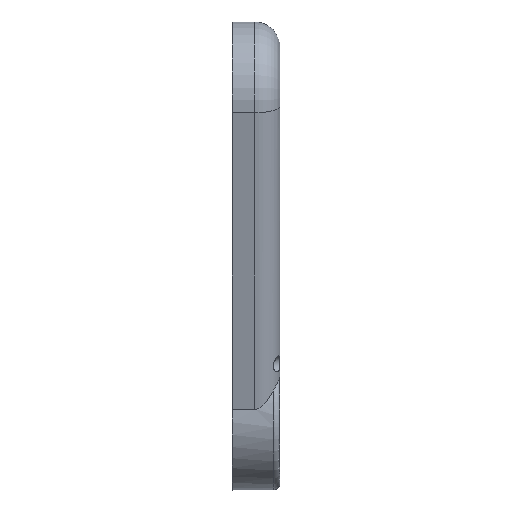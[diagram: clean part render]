
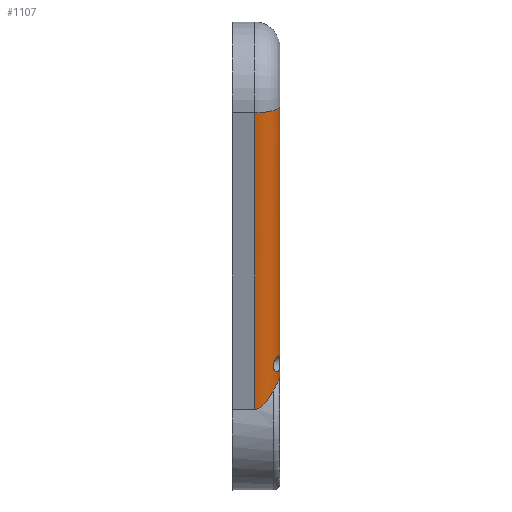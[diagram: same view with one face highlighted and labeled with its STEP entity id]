
A CAD part, left-side view. The second image highlights one B-rep face of the part: STEP entity #1107.
In plain terms, the highlighted cylindrical face has radius 6.35 mm (diameter 12.7 mm), a partial arc.
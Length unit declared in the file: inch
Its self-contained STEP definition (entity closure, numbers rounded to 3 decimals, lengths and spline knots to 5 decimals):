
#83=B_SPLINE_CURVE_WITH_KNOTS('',3,(#1795,#1796,#1797,#1798,#1799,#1800,
#1801,#1802,#1803,#1804),.UNSPECIFIED.,.F.,.F.,(4,2,2,2,4),(1.62942,
1.72722,1.79268,1.85705,1.85754),
 .UNSPECIFIED.);
#87=B_SPLINE_CURVE_WITH_KNOTS('',3,(#1852,#1853,#1854,#1855,#1856,#1857,
#1858,#1859,#1860,#1861,#1862,#1863),.UNSPECIFIED.,.F.,.F.,(4,2,2,2,2,4),
(1.64276,1.78914,2.07525,2.21831,2.28984,
2.36136),.UNSPECIFIED.);
#88=B_SPLINE_CURVE_WITH_KNOTS('',3,(#1866,#1867,#1868,#1869),
 .UNSPECIFIED.,.F.,.F.,(4,4),(0.,0.05178),.UNSPECIFIED.);
#89=B_SPLINE_CURVE_WITH_KNOTS('',3,(#1870,#1871,#1872,#1873,#1874,#1875,
#1876,#1877,#1878,#1879,#1880,#1881,#1882,#1883,#1884,#1885,#1886,#1887,
#1888,#1889,#1890,#1891,#1892,#1893,#1894,#1895,#1896,#1897,#1898,#1899,
#1900,#1901,#1902,#1903),.UNSPECIFIED.,.F.,.F.,(4,2,2,2,2,2,2,2,2,2,2,2,
2,2,2,2,4),(0.05178,0.07702,0.15404,0.24128,
0.32852,0.40658,0.48464,0.5599,
0.63516,0.71062,0.78608,0.86394,
0.9418,1.02904,1.11628,1.19329,1.27031),
 .UNSPECIFIED.);
#105=FACE_BOUND('',#231,.T.);
#165=FACE_OUTER_BOUND('',#230,.T.);
#230=EDGE_LOOP('',(#884,#885,#886,#887,#888));
#231=EDGE_LOOP('',(#889,#890));
#326=LINE('',#1744,#410);
#328=LINE('',#1851,#412);
#410=VECTOR('',#1383,0.3937);
#412=VECTOR('',#1423,0.3937);
#472=CIRCLE('',#1212,0.25);
#535=VERTEX_POINT('',#1717);
#547=VERTEX_POINT('',#1742);
#558=VERTEX_POINT('',#1794);
#562=VERTEX_POINT('',#1848);
#563=VERTEX_POINT('',#1850);
#564=VERTEX_POINT('',#1864);
#565=VERTEX_POINT('',#1865);
#665=EDGE_CURVE('',#535,#547,#326,.T.);
#677=EDGE_CURVE('',#535,#558,#83,.F.);
#685=EDGE_CURVE('',#547,#562,#472,.T.);
#686=EDGE_CURVE('',#562,#563,#328,.T.);
#687=EDGE_CURVE('',#563,#558,#87,.F.);
#688=EDGE_CURVE('',#564,#565,#88,.T.);
#689=EDGE_CURVE('',#565,#564,#89,.T.);
#884=ORIENTED_EDGE('',*,*,#685,.T.);
#885=ORIENTED_EDGE('',*,*,#686,.T.);
#886=ORIENTED_EDGE('',*,*,#687,.T.);
#887=ORIENTED_EDGE('',*,*,#677,.F.);
#888=ORIENTED_EDGE('',*,*,#665,.T.);
#889=ORIENTED_EDGE('',*,*,#688,.T.);
#890=ORIENTED_EDGE('',*,*,#689,.T.);
#1063=CYLINDRICAL_SURFACE('',#1211,0.25);
#1107=ADVANCED_FACE('',(#165,#105),#1063,.T.);
#1211=AXIS2_PLACEMENT_3D('',#1847,#1419,#1420);
#1212=AXIS2_PLACEMENT_3D('',#1849,#1421,#1422);
#1383=DIRECTION('',(-0.259,0.,0.966));
#1419=DIRECTION('center_axis',(-0.259,0.,0.966));
#1420=DIRECTION('ref_axis',(-0.683,-0.707,-0.183));
#1421=DIRECTION('center_axis',(0.259,0.,-0.966));
#1422=DIRECTION('ref_axis',(0.,-1.,0.));
#1423=DIRECTION('',(0.259,0.,-0.966));
#1717=CARTESIAN_POINT('',(-3.0773,0.,0.37334));
#1742=CARTESIAN_POINT('',(-3.78939,0.,3.03087));
#1744=CARTESIAN_POINT('',(-3.0869,0.,0.40916));
#1794=CARTESIAN_POINT('',(-3.21179,0.0625,0.23634));
#1795=CARTESIAN_POINT('Ctrl Pts',(-3.21179,0.0625,0.23634));
#1796=CARTESIAN_POINT('Ctrl Pts',(-3.20323,0.04933,
0.26211));
#1797=CARTESIAN_POINT('Ctrl Pts',(-3.18978,0.03584,
0.28475));
#1798=CARTESIAN_POINT('Ctrl Pts',(-3.15841,0.01705,
0.31907));
#1799=CARTESIAN_POINT('Ctrl Pts',(-3.14391,0.01083,
0.33138));
#1800=CARTESIAN_POINT('Ctrl Pts',(-3.11208,0.0023,
0.35388));
#1801=CARTESIAN_POINT('Ctrl Pts',(-3.09518,0.00003,
0.36383));
#1802=CARTESIAN_POINT('Ctrl Pts',(-3.07757,0.,
0.37319));
#1803=CARTESIAN_POINT('Ctrl Pts',(-3.07743,0.,
0.37326));
#1804=CARTESIAN_POINT('Ctrl Pts',(-3.0773,0.,0.37334));
#1847=CARTESIAN_POINT('Origin',(-3.0869,0.25,0.40916));
#1848=CARTESIAN_POINT('',(-4.03087,0.25,2.96616));
#1849=CARTESIAN_POINT('Origin',(-3.78939,0.25,3.03087));
#1850=CARTESIAN_POINT('',(-3.24855,0.25,0.04654));
#1851=CARTESIAN_POINT('',(-3.32838,0.25,0.34445));
#1852=CARTESIAN_POINT('Ctrl Pts',(-3.21179,0.0625,
0.23634));
#1853=CARTESIAN_POINT('Ctrl Pts',(-3.21751,0.07131,0.21911));
#1854=CARTESIAN_POINT('Ctrl Pts',(-3.22239,0.08072,
0.20231));
#1855=CARTESIAN_POINT('Ctrl Pts',(-3.23452,0.10964,0.15501));
#1856=CARTESIAN_POINT('Ctrl Pts',(-3.24048,0.13286,0.12212));
#1857=CARTESIAN_POINT('Ctrl Pts',(-3.24562,0.17209,0.08207));
#1858=CARTESIAN_POINT('Ctrl Pts',(-3.24674,0.18576,0.07038));
#1859=CARTESIAN_POINT('Ctrl Pts',(-3.24783,0.20799,0.05713));
#1860=CARTESIAN_POINT('Ctrl Pts',(-3.2481,0.21568,0.05345));
#1861=CARTESIAN_POINT('Ctrl Pts',(-3.24846,0.23199,0.04816));
#1862=CARTESIAN_POINT('Ctrl Pts',(-3.24855,0.24061,0.04654));
#1863=CARTESIAN_POINT('Ctrl Pts',(-3.24855,0.25,0.04654));
#1864=CARTESIAN_POINT('',(-3.28076,0.06759,0.47211));
#1865=CARTESIAN_POINT('',(-3.28344,0.06511,0.49249));
#1866=CARTESIAN_POINT('Ctrl Pts',(-3.28076,0.06759,0.47211));
#1867=CARTESIAN_POINT('Ctrl Pts',(-3.28252,0.06759,0.47868));
#1868=CARTESIAN_POINT('Ctrl Pts',(-3.28344,0.06673,
0.48562));
#1869=CARTESIAN_POINT('Ctrl Pts',(-3.28344,0.06511,
0.49249));
#1870=CARTESIAN_POINT('Ctrl Pts',(-3.28344,0.06511,
0.49249));
#1871=CARTESIAN_POINT('Ctrl Pts',(-3.28344,0.06432,
0.49584));
#1872=CARTESIAN_POINT('Ctrl Pts',(-3.28322,0.06336,
0.49918));
#1873=CARTESIAN_POINT('Ctrl Pts',(-3.28153,0.0589,
0.51246));
#1874=CARTESIAN_POINT('Ctrl Pts',(-3.27829,0.05424,
0.52192));
#1875=CARTESIAN_POINT('Ctrl Pts',(-3.26918,0.04441,
0.53881));
#1876=CARTESIAN_POINT('Ctrl Pts',(-3.26228,0.03842,
0.54727));
#1877=CARTESIAN_POINT('Ctrl Pts',(-3.24538,0.02713,
0.56077));
#1878=CARTESIAN_POINT('Ctrl Pts',(-3.23536,0.02185,
0.56579));
#1879=CARTESIAN_POINT('Ctrl Pts',(-3.21588,0.01385,
0.57101));
#1880=CARTESIAN_POINT('Ctrl Pts',(-3.20532,0.01046,
0.57193));
#1881=CARTESIAN_POINT('Ctrl Pts',(-3.18437,0.00541,
0.56929));
#1882=CARTESIAN_POINT('Ctrl Pts',(-3.17401,0.00373,
0.56572));
#1883=CARTESIAN_POINT('Ctrl Pts',(-3.15669,0.00165,
0.55567));
#1884=CARTESIAN_POINT('Ctrl Pts',(-3.14858,0.00107,
0.54871));
#1885=CARTESIAN_POINT('Ctrl Pts',(-3.13583,0.00045,
0.53208));
#1886=CARTESIAN_POINT('Ctrl Pts',(-3.1312,0.00036,
0.52241));
#1887=CARTESIAN_POINT('Ctrl Pts',(-3.12608,0.00036,
0.5033));
#1888=CARTESIAN_POINT('Ctrl Pts',(-3.12526,0.00045,
0.49259));
#1889=CARTESIAN_POINT('Ctrl Pts',(-3.12801,0.00108,
0.47176));
#1890=CARTESIAN_POINT('Ctrl Pts',(-3.13158,0.00166,
0.46165));
#1891=CARTESIAN_POINT('Ctrl Pts',(-3.14159,0.00375,
0.44432));
#1892=CARTESIAN_POINT('Ctrl Pts',(-3.14877,0.00543,
0.43607));
#1893=CARTESIAN_POINT('Ctrl Pts',(-3.16556,0.01047,
0.42336));
#1894=CARTESIAN_POINT('Ctrl Pts',(-3.17515,0.01386,0.41889));
#1895=CARTESIAN_POINT('Ctrl Pts',(-3.1946,0.02185,
0.41368));
#1896=CARTESIAN_POINT('Ctrl Pts',(-3.20579,0.02713,
0.41302));
#1897=CARTESIAN_POINT('Ctrl Pts',(-3.22718,0.03842,
0.41626));
#1898=CARTESIAN_POINT('Ctrl Pts',(-3.23738,0.04441,
0.42013));
#1899=CARTESIAN_POINT('Ctrl Pts',(-3.25371,0.05424,0.43021));
#1900=CARTESIAN_POINT('Ctrl Pts',(-3.26125,0.0589,0.43678));
#1901=CARTESIAN_POINT('Ctrl Pts',(-3.27347,0.06562,
0.45283));
#1902=CARTESIAN_POINT('Ctrl Pts',(-3.27814,0.06759,0.46235));
#1903=CARTESIAN_POINT('Ctrl Pts',(-3.28076,0.06759,0.47211));
